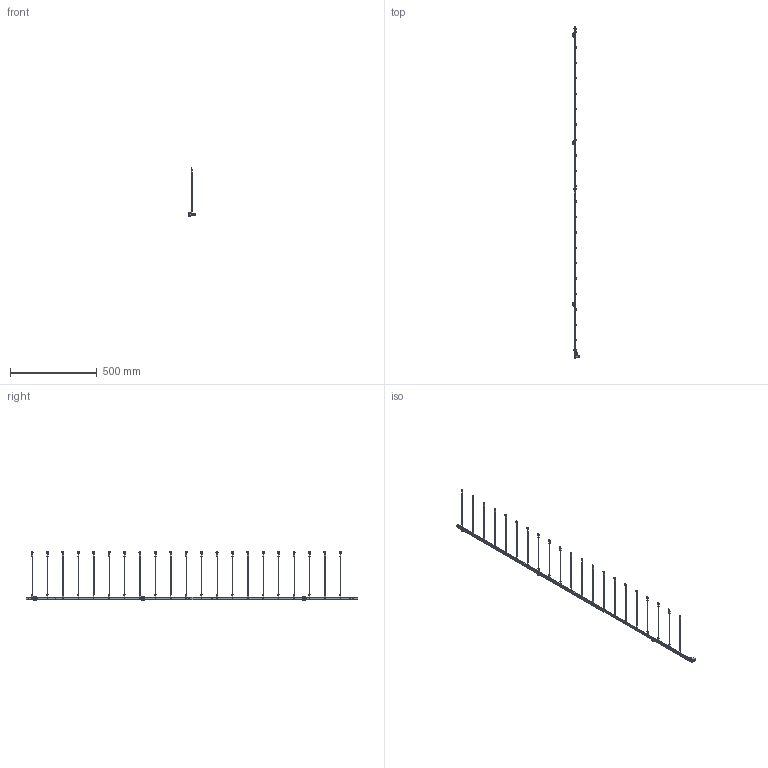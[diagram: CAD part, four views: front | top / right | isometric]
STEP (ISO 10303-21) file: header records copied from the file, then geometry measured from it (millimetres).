
FILE_DESCRIPTION (( 'STEP AP214' ), '1' );
FILE_NAME ('Tripp Lite SRGROUND.STEP', '2018-04-11T16:59:02', ( '' ), ( '' ), 'SwSTEP 2.0', 'SolidWorks 2015', '' );
FILE_SCHEMA (( 'AUTOMOTIVE_DESIGN' ));
Length unit declared in the file: millimetre
Products named in the file (11): 300943_92005A212; 102899; 300948_92865A537; 411327; 300985_300985; 350757_94209A682; 323020; 202091B; 719622; Tripp Lite SRGROUND; 323042_97985A530
Assembly tree (82 placements, depth 2):
  Tripp Lite SRGROUND
    102899
    411327
    300943_92005A212  x21
    300948_92865A537
    350757_94209A682  x3
    300985_300985  x3
    202091B  x3
    323020
    323042_97985A530  x27
    719622  x21
Bounding box: 40.77 x 1915 x 284.7 mm (x, y, z)
Volume: 295974.5 mm3; surface area: 230221.1 mm2
Topology: 106 solids, 106 shells, 6291 faces, 16316 edges, 10361 vertices
Faces by surface type: cylinder 2610, plane 1710, bspline 1470, cone 255, torus 198, sphere 48
Entity records: 30141 total; most frequent: CARTESIAN_POINT 12521, ORIENTED_EDGE 3656, DIRECTION 3042, EDGE_CURVE 1828, VERTEX_POINT 1183, AXIS2_PLACEMENT_3D 1146, EDGE_LOOP 771, VECTOR 750
